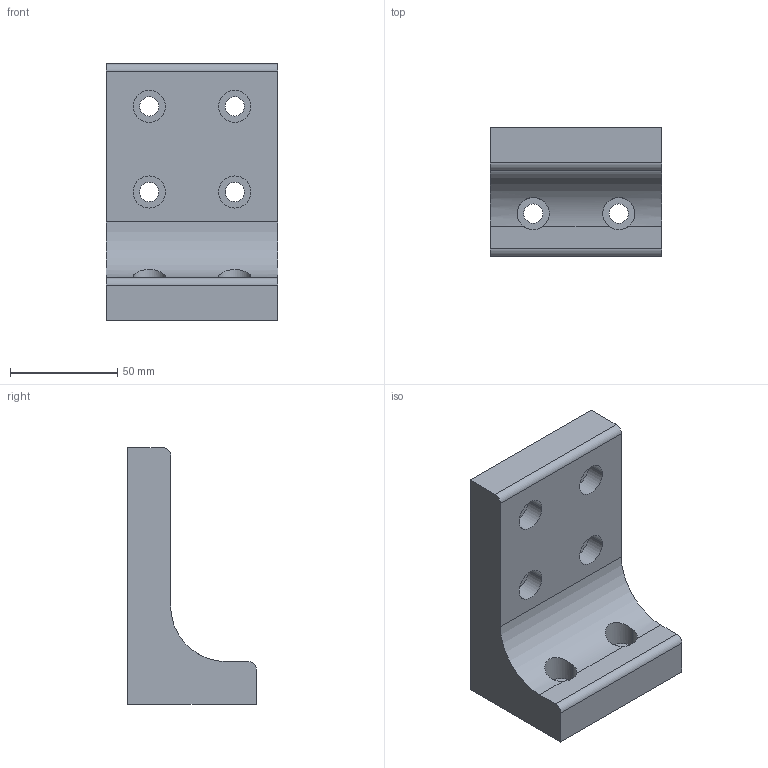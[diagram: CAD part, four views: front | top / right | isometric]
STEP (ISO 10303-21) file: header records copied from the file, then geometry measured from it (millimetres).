
FILE_DESCRIPTION((''),'2;1');
FILE_NAME('SZ0990N.stp','2009-07-27T13:56:22',(''),(''),'Mechanical Desktop 2007','Mechanical Desktop 2007',', , ');
FILE_SCHEMA(('CONFIG_CONTROL_DESIGN'));
Length unit declared in the file: millimetre
Products named in the file (1): SZ0990N
Bounding box: 80 x 60 x 120 mm (x, y, z)
Volume: 253090.8 mm3; surface area: 38101.5 mm2
Topology: 1 solids, 1 shells, 41 faces, 105 edges, 70 vertices
Faces by surface type: cylinder 27, plane 14
Entity records: 1518 total; most frequent: CARTESIAN_POINT 357, DIRECTION 235, ORIENTED_EDGE 210, EDGE_CURVE 105, AXIS2_PLACEMENT_3D 94, VERTEX_POINT 70, EDGE_LOOP 57, CIRCLE 52
